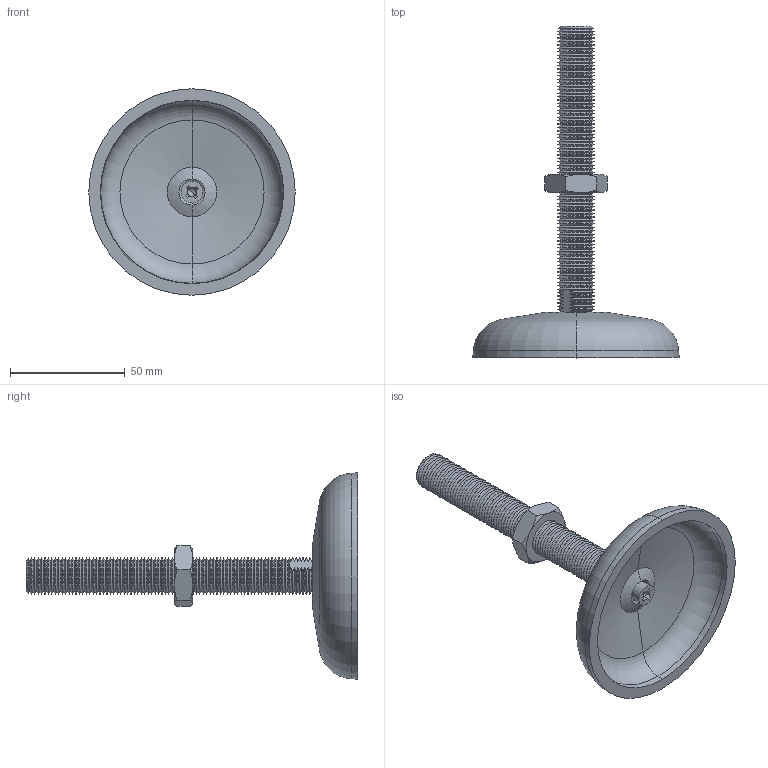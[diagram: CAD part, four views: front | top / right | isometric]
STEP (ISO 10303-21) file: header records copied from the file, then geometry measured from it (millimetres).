
FILE_DESCRIPTION(/* description */ (''),/* implementation_level */ '2;1');
FILE_NAME(/* name */ '81050_KriTec_Gelenkfuss_D90_M16x145.stp',/* time_stamp */ '2015-11-12T15:06:09+01:00',/* author */ ('kostic'),/* organization */ (''),/* preprocessor_version */ 'ST-DEVELOPER v15.2',/* originating_system */ 'Autodesk Inventor 2014',/* authorisation */ '');
FILE_SCHEMA (('CONFIG_CONTROL_DESIGN'));
Length unit declared in the file: millimetre
Products named in the file (4): 81050_Fussteller_D90; 81050_Gewindestange_M16x145; 81050_Mutter_M16; 81050_KriTec_Gelenkfuss_D90_M16x145
Assembly tree (3 placements, depth 2):
  81050_KriTec_Gelenkfuss_D90_M16x145
    81050_Fussteller_D90
    81050_Gewindestange_M16x145
    81050_Mutter_M16
Bounding box: 90 x 144.68 x 90 mm (x, y, z)
Volume: 64620.1 mm3; surface area: 30998.9 mm2
Topology: 3 solids, 3 shells, 594 faces, 1570 edges, 980 vertices
Faces by surface type: cone 383, cylinder 170, plane 27, torus 6, bspline 6, sphere 2
Entity records: 19065 total; most frequent: CARTESIAN_POINT 3695, DIRECTION 3583, ORIENTED_EDGE 3136, EDGE_CURVE 1568, AXIS2_PLACEMENT_3D 1510, VERTEX_POINT 980, CIRCLE 915, EDGE_LOOP 598
